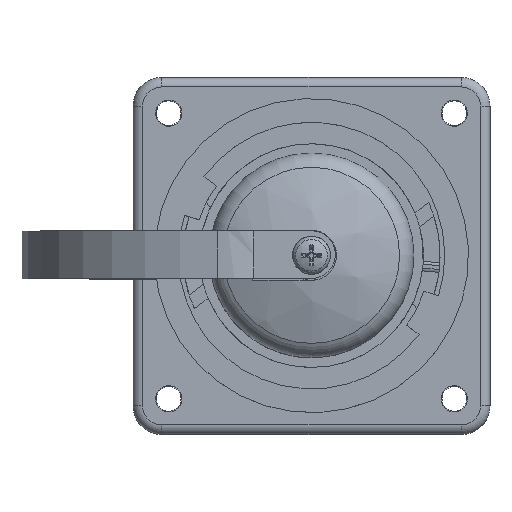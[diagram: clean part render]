
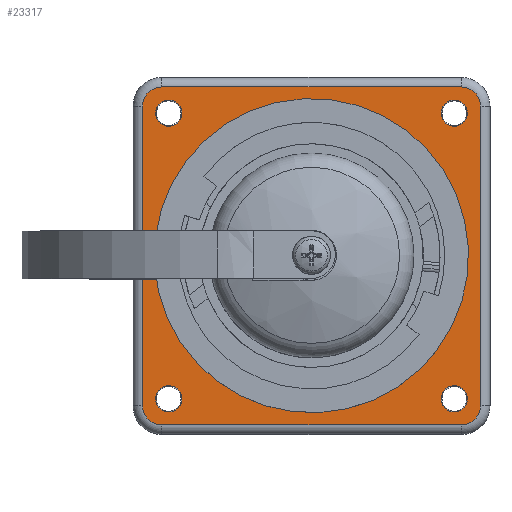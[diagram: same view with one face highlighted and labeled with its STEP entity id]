
A CAD part, top view. The second image highlights one B-rep face of the part: STEP entity #23317.
In plain terms, the highlighted planar face has unit normal (0, 0, 1).
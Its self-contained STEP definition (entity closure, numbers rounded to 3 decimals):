
#1561=LINE('',#42075,#3175);
#1563=LINE('',#42095,#3177);
#1566=LINE('',#42102,#3180);
#1568=LINE('',#42117,#3182);
#3175=VECTOR('',#29178,10.);
#3177=VECTOR('',#29202,10.);
#3180=VECTOR('',#29209,10.);
#3182=VECTOR('',#29229,10.);
#4736=FACE_BOUND('',#6793,.T.);
#4737=FACE_BOUND('',#6794,.T.);
#4738=FACE_BOUND('',#6795,.T.);
#4739=FACE_BOUND('',#6796,.T.);
#4740=FACE_BOUND('',#6797,.T.);
#4741=FACE_BOUND('',#6798,.T.);
#5454=FACE_OUTER_BOUND('',#6792,.T.);
#6792=EDGE_LOOP('',(#17462,#17463,#17464,#17465,#17466,#17467,#17468,#17469));
#6793=EDGE_LOOP('',(#17470));
#6794=EDGE_LOOP('',(#17471));
#6795=EDGE_LOOP('',(#17472));
#6796=EDGE_LOOP('',(#17473));
#6797=EDGE_LOOP('',(#17474,#17475));
#6798=EDGE_LOOP('',(#17476,#17477));
#7962=CIRCLE('',#25036,4.);
#7966=CIRCLE('',#25041,4.);
#7970=CIRCLE('',#25048,4.);
#7974=CIRCLE('',#25053,4.);
#7977=CIRCLE('',#25062,2.75);
#7978=CIRCLE('',#25063,2.75);
#7979=CIRCLE('',#25064,2.75);
#7980=CIRCLE('',#25065,2.75);
#7981=CIRCLE('',#25066,23.9);
#7982=CIRCLE('',#25067,23.9);
#7983=CIRCLE('',#25068,2.);
#7984=CIRCLE('',#25069,2.);
#9632=VERTEX_POINT('',#42072);
#9633=VERTEX_POINT('',#42074);
#9636=VERTEX_POINT('',#42081);
#9637=VERTEX_POINT('',#42086);
#9640=VERTEX_POINT('',#42093);
#9641=VERTEX_POINT('',#42098);
#9644=VERTEX_POINT('',#42105);
#9645=VERTEX_POINT('',#42110);
#9652=VERTEX_POINT('',#42137);
#9653=VERTEX_POINT('',#42139);
#9654=VERTEX_POINT('',#42141);
#9655=VERTEX_POINT('',#42143);
#9656=VERTEX_POINT('',#42145);
#9657=VERTEX_POINT('',#42146);
#9658=VERTEX_POINT('',#42149);
#9659=VERTEX_POINT('',#42150);
#12397=EDGE_CURVE('',#9632,#9633,#1561,.T.);
#12401=EDGE_CURVE('',#9636,#9632,#7962,.T.);
#12405=EDGE_CURVE('',#9633,#9637,#7966,.T.);
#12407=EDGE_CURVE('',#9640,#9636,#1563,.T.);
#12411=EDGE_CURVE('',#9637,#9641,#1566,.T.);
#12413=EDGE_CURVE('',#9644,#9640,#7970,.T.);
#12417=EDGE_CURVE('',#9641,#9645,#7974,.T.);
#12419=EDGE_CURVE('',#9645,#9644,#1568,.T.);
#12429=EDGE_CURVE('',#9652,#9652,#7977,.T.);
#12430=EDGE_CURVE('',#9653,#9653,#7978,.T.);
#12431=EDGE_CURVE('',#9654,#9654,#7979,.T.);
#12432=EDGE_CURVE('',#9655,#9655,#7980,.T.);
#12433=EDGE_CURVE('',#9656,#9657,#7981,.T.);
#12434=EDGE_CURVE('',#9657,#9656,#7982,.T.);
#12435=EDGE_CURVE('',#9658,#9659,#7983,.T.);
#12436=EDGE_CURVE('',#9659,#9658,#7984,.T.);
#17462=ORIENTED_EDGE('',*,*,#12397,.F.);
#17463=ORIENTED_EDGE('',*,*,#12401,.F.);
#17464=ORIENTED_EDGE('',*,*,#12407,.F.);
#17465=ORIENTED_EDGE('',*,*,#12413,.F.);
#17466=ORIENTED_EDGE('',*,*,#12419,.F.);
#17467=ORIENTED_EDGE('',*,*,#12417,.F.);
#17468=ORIENTED_EDGE('',*,*,#12411,.F.);
#17469=ORIENTED_EDGE('',*,*,#12405,.F.);
#17470=ORIENTED_EDGE('',*,*,#12429,.T.);
#17471=ORIENTED_EDGE('',*,*,#12430,.T.);
#17472=ORIENTED_EDGE('',*,*,#12431,.T.);
#17473=ORIENTED_EDGE('',*,*,#12432,.T.);
#17474=ORIENTED_EDGE('',*,*,#12433,.F.);
#17475=ORIENTED_EDGE('',*,*,#12434,.F.);
#17476=ORIENTED_EDGE('',*,*,#12435,.T.);
#17477=ORIENTED_EDGE('',*,*,#12436,.T.);
#21117=PLANE('',#25061);
#23317=ADVANCED_FACE('',(#5454,#4736,#4737,#4738,#4739,#4740,#4741),#21117,
 .T.);
#25036=AXIS2_PLACEMENT_3D('',#42083,#29186,#29187);
#25041=AXIS2_PLACEMENT_3D('',#42090,#29196,#29197);
#25048=AXIS2_PLACEMENT_3D('',#42107,#29214,#29215);
#25053=AXIS2_PLACEMENT_3D('',#42114,#29224,#29225);
#25061=AXIS2_PLACEMENT_3D('',#42136,#29249,#29250);
#25062=AXIS2_PLACEMENT_3D('',#42138,#29251,#29252);
#25063=AXIS2_PLACEMENT_3D('',#42140,#29253,#29254);
#25064=AXIS2_PLACEMENT_3D('',#42142,#29255,#29256);
#25065=AXIS2_PLACEMENT_3D('',#42144,#29257,#29258);
#25066=AXIS2_PLACEMENT_3D('',#42147,#29259,#29260);
#25067=AXIS2_PLACEMENT_3D('',#42148,#29261,#29262);
#25068=AXIS2_PLACEMENT_3D('',#42151,#29263,#29264);
#25069=AXIS2_PLACEMENT_3D('',#42152,#29265,#29266);
#29178=DIRECTION('',(-1.,0.,0.));
#29186=DIRECTION('center_axis',(0.,0.,-1.));
#29187=DIRECTION('ref_axis',(0.707,-0.707,0.));
#29196=DIRECTION('center_axis',(0.,0.,-1.));
#29197=DIRECTION('ref_axis',(-0.707,-0.707,0.));
#29202=DIRECTION('',(0.,-1.,0.));
#29209=DIRECTION('',(0.,1.,0.));
#29214=DIRECTION('center_axis',(0.,0.,-1.));
#29215=DIRECTION('ref_axis',(0.707,0.707,0.));
#29224=DIRECTION('center_axis',(0.,0.,-1.));
#29225=DIRECTION('ref_axis',(-0.707,0.707,0.));
#29229=DIRECTION('',(1.,0.,0.));
#29249=DIRECTION('center_axis',(0.,0.,1.));
#29250=DIRECTION('ref_axis',(1.,0.,0.));
#29251=DIRECTION('center_axis',(0.,0.,-1.));
#29252=DIRECTION('ref_axis',(-1.,0.,0.));
#29253=DIRECTION('center_axis',(0.,0.,-1.));
#29254=DIRECTION('ref_axis',(-1.,0.,0.));
#29255=DIRECTION('center_axis',(0.,0.,-1.));
#29256=DIRECTION('ref_axis',(-1.,0.,0.));
#29257=DIRECTION('center_axis',(0.,0.,-1.));
#29258=DIRECTION('ref_axis',(-1.,0.,0.));
#29259=DIRECTION('center_axis',(0.,0.,1.));
#29260=DIRECTION('ref_axis',(1.,0.,0.));
#29261=DIRECTION('center_axis',(0.,0.,1.));
#29262=DIRECTION('ref_axis',(1.,0.,0.));
#29263=DIRECTION('center_axis',(0.,0.,-1.));
#29264=DIRECTION('ref_axis',(0.,1.,0.));
#29265=DIRECTION('center_axis',(0.,0.,-1.));
#29266=DIRECTION('ref_axis',(0.,1.,0.));
#42072=CARTESIAN_POINT('',(31.5,-35.5,7.));
#42074=CARTESIAN_POINT('',(-31.5,-35.5,7.));
#42075=CARTESIAN_POINT('',(15.75,-35.5,7.));
#42081=CARTESIAN_POINT('',(35.5,-31.5,7.));
#42083=CARTESIAN_POINT('Origin',(31.5,-31.5,7.));
#42086=CARTESIAN_POINT('',(-35.5,-31.5,7.));
#42090=CARTESIAN_POINT('Origin',(-31.5,-31.5,7.));
#42093=CARTESIAN_POINT('',(35.5,31.5,7.));
#42095=CARTESIAN_POINT('',(35.5,15.75,7.));
#42098=CARTESIAN_POINT('',(-35.5,31.5,7.));
#42102=CARTESIAN_POINT('',(-35.5,-15.75,7.));
#42105=CARTESIAN_POINT('',(31.5,35.5,7.));
#42107=CARTESIAN_POINT('Origin',(31.5,31.5,7.));
#42110=CARTESIAN_POINT('',(-31.5,35.5,7.));
#42114=CARTESIAN_POINT('Origin',(-31.5,31.5,7.));
#42117=CARTESIAN_POINT('',(-15.75,35.5,7.));
#42136=CARTESIAN_POINT('Origin',(0.,0.,
7.));
#42137=CARTESIAN_POINT('',(-27.25,30.,7.));
#42138=CARTESIAN_POINT('Origin',(-30.,30.,7.));
#42139=CARTESIAN_POINT('',(32.75,30.,7.));
#42140=CARTESIAN_POINT('Origin',(30.,30.,7.));
#42141=CARTESIAN_POINT('',(32.75,-30.,7.));
#42142=CARTESIAN_POINT('Origin',(30.,-30.,7.));
#42143=CARTESIAN_POINT('',(-27.25,-30.,7.));
#42144=CARTESIAN_POINT('Origin',(-30.,-30.,7.));
#42145=CARTESIAN_POINT('',(23.9,0.,7.));
#42146=CARTESIAN_POINT('',(-23.9,0.,7.));
#42147=CARTESIAN_POINT('Origin',(0.,0.,7.));
#42148=CARTESIAN_POINT('Origin',(0.,0.,7.));
#42149=CARTESIAN_POINT('',(-33.,2.,7.));
#42150=CARTESIAN_POINT('',(-33.,-2.,7.));
#42151=CARTESIAN_POINT('Origin',(-33.,0.,7.));
#42152=CARTESIAN_POINT('Origin',(-33.,0.,7.));
